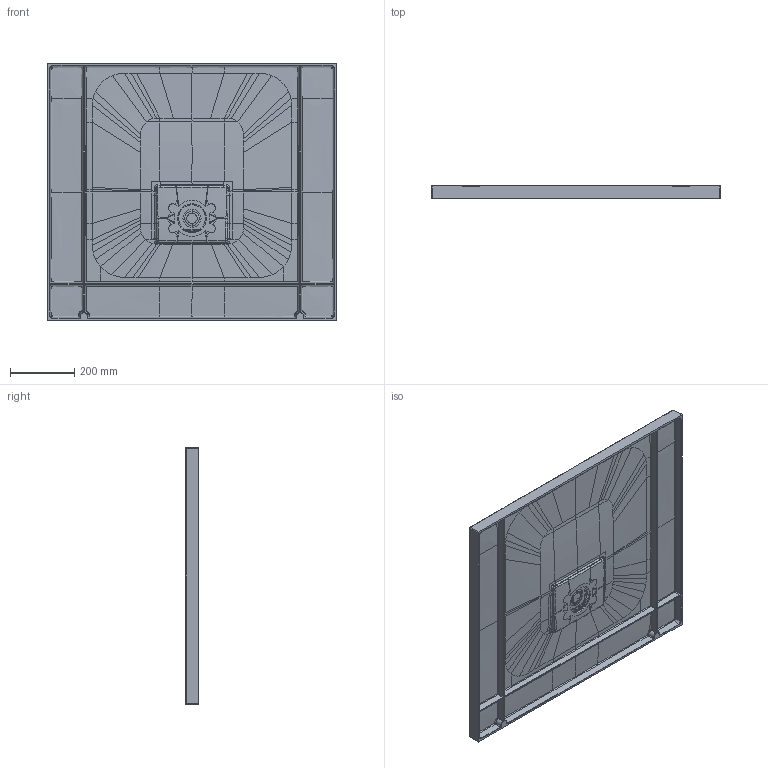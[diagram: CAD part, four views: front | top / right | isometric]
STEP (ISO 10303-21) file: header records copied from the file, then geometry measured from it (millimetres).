
FILE_DESCRIPTION((''),'2;1');
FILE_NAME('UDQ9080SQI2V-SQUARO-INFINITY_ASM','2022-07-06T13:34:07',('GrootJ'),('Villeroy & Boch Wellness bv'),'CREO PARAMETRIC BY PTC INC, 2020454','CREO PARAMETRIC BY PTC INC, 2020454','');
FILE_SCHEMA(('CONFIG_CONTROL_DESIGN'));
Products named in the file (10): UDQ9080SQI2V_SQUARO_INFINITY; V3P1304-101; V3P1304-102; V3P1304-106; V3P1304-103; V3P1304-104; V3P1304-105; INFINITY_DEKSEL-GLIMLIJN_060722_ASM; LOGO_INFINITY_06072022; UDQ9080SQI2V-SQUARO-INFINITY_ASM
Assembly tree (12 placements, depth 3):
  UDQ9080SQI2V-SQUARO-INFINITY_ASM
    UDQ9080SQI2V_SQUARO_INFINITY
    INFINITY_DEKSEL-GLIMLIJN_060722_ASM
      V3P1304-101
      V3P1304-102
      V3P1304-106  x4
      V3P1304-103
      V3P1304-104
      V3P1304-105
    LOGO_INFINITY_06072022
Bounding box: 900 x 40 x 800 mm (x, y, z)
Volume: 12669699.2 mm3; surface area: 1852163.2 mm2
Topology: 39 solids, 40 shells, 5939 faces, 14060 edges, 8177 vertices
Faces by surface type: bspline 2627, cylinder 1293, plane 948, extrusion 479, sphere 298, cone 151, torus 141, revolution 2
Entity records: 302884 total; most frequent: CARTESIAN_POINT 189745, ORIENTED_EDGE 27890, DIRECTION 16614, EDGE_CURVE 13947, VERTEX_POINT 8117, B_SPLINE_CURVE_WITH_KNOTS 7258, AXIS2_PLACEMENT_3D 6147, EDGE_LOOP 5968
